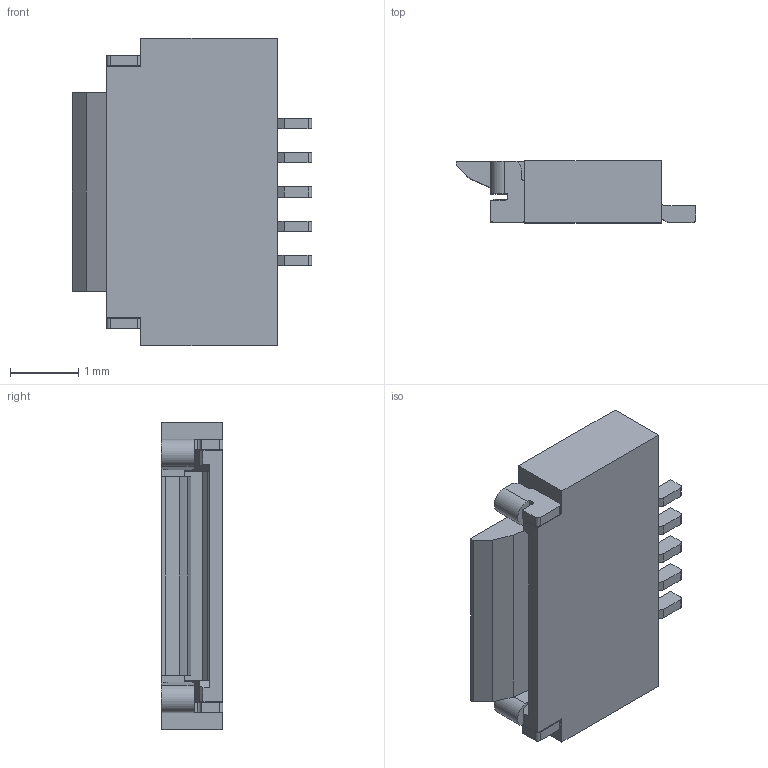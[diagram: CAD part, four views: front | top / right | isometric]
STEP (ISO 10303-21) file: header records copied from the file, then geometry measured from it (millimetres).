
FILE_DESCRIPTION(/* description */ (''),/* implementation_level */ '2;1');
FILE_NAME(/* name */ '5fc7d5f5f31c1b14720ab1db',/* time_stamp */ '2020-12-02T17:59:18+00:00',/* author */ (''),/* organization */ (''),/* preprocessor_version */ 'ST-DEVELOPER v16.7',/* originating_system */ $,/* authorisation */ $);
FILE_SCHEMA (('AUTOMOTIVE_DESIGN {1 0 10303 214 3 1 1}'));
Length unit declared in the file: metre
Products named in the file (1): FH19C-5S-0.5SH_10
Bounding box: 3.5 x 0.9 x 4.5 mm (x, y, z)
Volume: 8.1 mm3; surface area: 59.7 mm2
Topology: 1 solids, 1 shells, 180 faces, 543 edges, 360 vertices
Faces by surface type: plane 132, cylinder 48
Entity records: 6876 total; most frequent: ORIENTED_EDGE 1086, CARTESIAN_POINT 1084, DIRECTION 1001, EDGE_CURVE 543, LINE 447, VECTOR 447, VERTEX_POINT 360, AXIS2_PLACEMENT_3D 277
